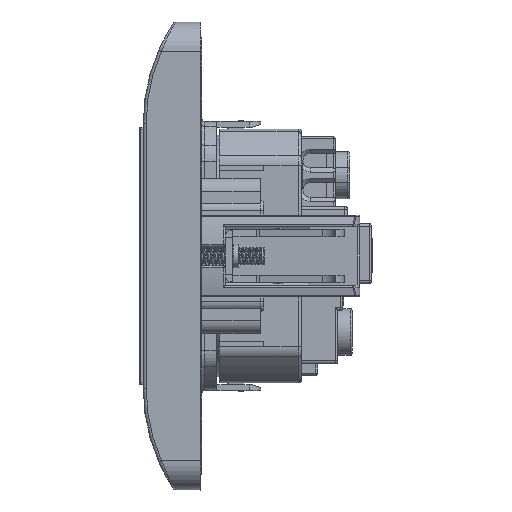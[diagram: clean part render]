
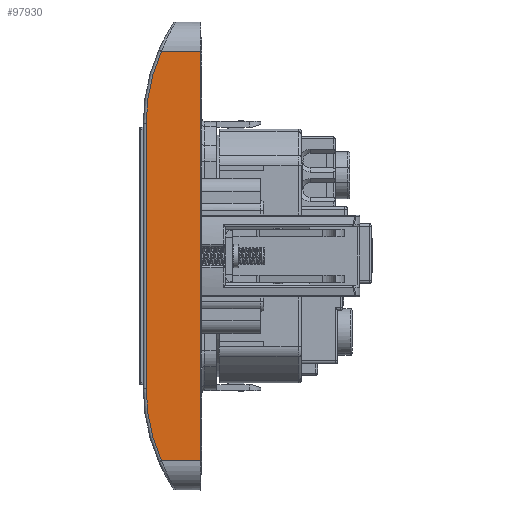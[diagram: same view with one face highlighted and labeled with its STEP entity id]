
A CAD part, left-side view. The second image highlights one B-rep face of the part: STEP entity #97930.
In plain terms, the highlighted planar face has unit normal (-1, 0, 0).
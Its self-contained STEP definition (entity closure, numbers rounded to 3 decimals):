
#89853=DIRECTION('',(0.,0.,-1.));
#89854=VECTOR('',#89853,45.33);
#89855=CARTESIAN_POINT('',(-40.,8.,22.665));
#89856=LINE('',#89855,#89854);
#89861=CARTESIAN_POINT('',(-40.,-22.5,22.665));
#89862=DIRECTION('',(1.,0.,0.));
#89863=DIRECTION('',(0.,1.,0.));
#89864=AXIS2_PLACEMENT_3D('',#89861,#89862,#89863);
#89866=CARTESIAN_POINT('',(-40.,-22.5,-22.665));
#89867=DIRECTION('',(1.,0.,0.));
#89868=DIRECTION('',(0.,0.915,-0.404));
#89869=AXIS2_PLACEMENT_3D('',#89866,#89867,#89868);
#89978=DIRECTION('',(0.,-1.,0.));
#89979=VECTOR('',#89978,6.694);
#89980=CARTESIAN_POINT('',(-40.,5.394,
-35.));
#89981=LINE('',#89980,#89979);
#90080=DIRECTION('',(0.,0.,1.));
#90081=VECTOR('',#90080,70.);
#90082=CARTESIAN_POINT('',(-40.,-1.3,-35.));
#90083=LINE('',#90082,#90081);
#90141=DIRECTION('',(0.,1.,0.));
#90142=VECTOR('',#90141,6.694);
#90143=CARTESIAN_POINT('',(-40.,-1.3,35.));
#90144=LINE('',#90143,#90142);
#96381=CARTESIAN_POINT('',(-40.,8.,22.665));
#96382=CARTESIAN_POINT('',(-40.,8.,-22.665));
#96383=VERTEX_POINT('',#96381);
#96384=VERTEX_POINT('',#96382);
#96385=CARTESIAN_POINT('',(-40.,5.394,35.));
#96386=VERTEX_POINT('',#96385);
#96387=CARTESIAN_POINT('',(-40.,-1.3,35.));
#96388=VERTEX_POINT('',#96387);
#96389=CARTESIAN_POINT('',(-40.,-1.3,-35.));
#96390=VERTEX_POINT('',#96389);
#96391=CARTESIAN_POINT('',(-40.,5.394,
-35.));
#96392=VERTEX_POINT('',#96391);
#97912=CARTESIAN_POINT('',(-40.,3.5,0.));
#97913=DIRECTION('',(1.,0.,0.));
#97914=DIRECTION('',(0.,0.,-1.));
#97915=AXIS2_PLACEMENT_3D('',#97912,#97913,#97914);
#97916=PLANE('',#97915);
#97917=ORIENTED_EDGE('',*,*,#97902,.F.);
#97919=ORIENTED_EDGE('',*,*,#97918,.T.);
#97921=ORIENTED_EDGE('',*,*,#97920,.F.);
#97923=ORIENTED_EDGE('',*,*,#97922,.F.);
#97925=ORIENTED_EDGE('',*,*,#97924,.F.);
#97927=ORIENTED_EDGE('',*,*,#97926,.T.);
#97928=EDGE_LOOP('',(#97917,#97919,#97921,#97923,#97925,#97927));
#97929=FACE_OUTER_BOUND('',#97928,.F.);
#89865=CIRCLE('',#89864,30.5);
#89870=CIRCLE('',#89869,30.5);
#97902=EDGE_CURVE('',#96383,#96384,#89856,.T.);
#97918=EDGE_CURVE('',#96383,#96386,#89865,.T.);
#97920=EDGE_CURVE('',#96388,#96386,#90144,.T.);
#97922=EDGE_CURVE('',#96390,#96388,#90083,.T.);
#97924=EDGE_CURVE('',#96392,#96390,#89981,.T.);
#97926=EDGE_CURVE('',#96392,#96384,#89870,.T.);
#97930=ADVANCED_FACE('',(#97929),#97916,.F.);
